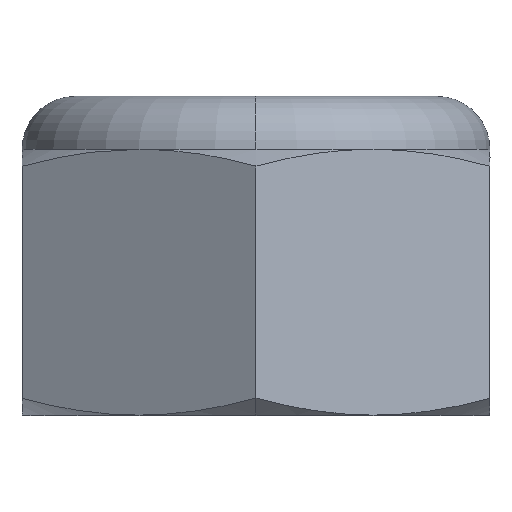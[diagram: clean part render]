
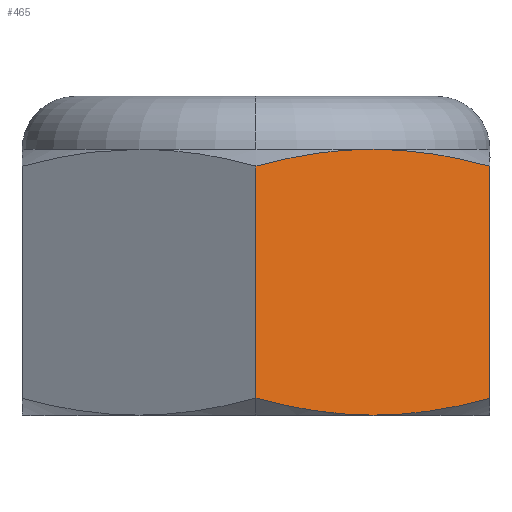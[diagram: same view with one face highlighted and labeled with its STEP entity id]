
A CAD part, top view. The second image highlights one B-rep face of the part: STEP entity #465.
In plain terms, the highlighted planar face has unit normal (0.5, 0, 0.866).
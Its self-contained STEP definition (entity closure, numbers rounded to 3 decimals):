
#402=AXIS2_PLACEMENT_3D('Plane Axis2P3D',#399,#400,#401) ;
#125=CARTESIAN_POINT('Vertex',(2.183,4.961,3.781)) ;
#221=CARTESIAN_POINT('Vertex',(4.366,4.646,2.52)) ;
#225=CARTESIAN_POINT('Control Point',(4.366,4.646,2.52)) ;
#226=CARTESIAN_POINT('Control Point',(3.837,4.788,2.826)) ;
#227=CARTESIAN_POINT('Control Point',(3.391,4.876,3.083)) ;
#228=CARTESIAN_POINT('Control Point',(2.974,4.933,3.324)) ;
#229=CARTESIAN_POINT('Control Point',(2.579,4.961,3.552)) ;
#230=CARTESIAN_POINT('Control Point',(2.183,4.961,3.781)) ;
#353=CARTESIAN_POINT('Line Origine',(4.366,2.48,2.52)) ;
#357=CARTESIAN_POINT('Vertex',(4.366,0.315,2.52)) ;
#399=CARTESIAN_POINT('Axis2P3D Location',(0.,5.953,5.041)) ;
#405=CARTESIAN_POINT('Control Point',(2.183,4.961,3.781)) ;
#406=CARTESIAN_POINT('Control Point',(2.176,4.961,3.785)) ;
#407=CARTESIAN_POINT('Control Point',(2.17,4.961,3.788)) ;
#408=CARTESIAN_POINT('Control Point',(2.182,4.961,3.781)) ;
#409=CARTESIAN_POINT('Control Point',(1.948,4.961,3.916)) ;
#410=CARTESIAN_POINT('Control Point',(1.715,4.951,4.051)) ;
#411=CARTESIAN_POINT('Control Point',(1.478,4.932,4.188)) ;
#412=CARTESIAN_POINT('Control Point',(1.063,4.881,4.427)) ;
#413=CARTESIAN_POINT('Control Point',(0.612,4.795,4.688)) ;
#414=CARTESIAN_POINT('Control Point',(0.419,4.753,4.799)) ;
#415=CARTESIAN_POINT('Control Point',(0.216,4.704,4.916)) ;
#416=CARTESIAN_POINT('Control Point',(0.,4.646,5.041)) ;
#417=CARTESIAN_POINT('Vertex',(0.,4.646,5.041)) ;
#420=CARTESIAN_POINT('Line Origine',(0.,2.48,5.041)) ;
#424=CARTESIAN_POINT('Vertex',(0.,0.315,5.041)) ;
#428=CARTESIAN_POINT('Control Point',(0.,0.315,5.041)) ;
#429=CARTESIAN_POINT('Control Point',(0.003,0.314,5.039)) ;
#430=CARTESIAN_POINT('Control Point',(0.006,0.313,5.037)) ;
#431=CARTESIAN_POINT('Control Point',(0.001,0.315,5.041)) ;
#432=CARTESIAN_POINT('Control Point',(0.312,0.231,4.861)) ;
#433=CARTESIAN_POINT('Control Point',(0.595,0.166,4.697)) ;
#434=CARTESIAN_POINT('Control Point',(0.86,0.115,4.544)) ;
#435=CARTESIAN_POINT('Control Point',(1.289,0.049,4.297)) ;
#436=CARTESIAN_POINT('Control Point',(1.694,0.014,4.063)) ;
#437=CARTESIAN_POINT('Control Point',(1.858,0.005,3.968)) ;
#438=CARTESIAN_POINT('Control Point',(2.02,0.,3.875)) ;
#439=CARTESIAN_POINT('Control Point',(2.183,0.,3.781)) ;
#440=CARTESIAN_POINT('Vertex',(2.183,0.,3.781)) ;
#444=CARTESIAN_POINT('Control Point',(2.183,0.,3.781)) ;
#445=CARTESIAN_POINT('Control Point',(2.189,0.,3.777)) ;
#446=CARTESIAN_POINT('Control Point',(2.196,0.,3.773)) ;
#447=CARTESIAN_POINT('Control Point',(2.184,0.,3.78)) ;
#448=CARTESIAN_POINT('Control Point',(2.417,0.,3.645)) ;
#449=CARTESIAN_POINT('Control Point',(2.651,0.01,3.51)) ;
#450=CARTESIAN_POINT('Control Point',(2.888,0.029,3.374)) ;
#451=CARTESIAN_POINT('Control Point',(3.303,0.08,3.134)) ;
#452=CARTESIAN_POINT('Control Point',(3.753,0.166,2.874)) ;
#453=CARTESIAN_POINT('Control Point',(3.946,0.207,2.763)) ;
#454=CARTESIAN_POINT('Control Point',(4.149,0.257,2.645)) ;
#455=CARTESIAN_POINT('Control Point',(4.366,0.315,2.52)) ;
#354=DIRECTION('Vector Direction',(0.,-1.,0.)) ;
#400=DIRECTION('Axis2P3D Direction',(-0.5,0.,-0.866)) ;
#401=DIRECTION('Axis2P3D XDirection',(-0.866,0.,0.5)) ;
#421=DIRECTION('Vector Direction',(0.,-1.,0.)) ;
#355=VECTOR('Line Direction',#354,1.) ;
#422=VECTOR('Line Direction',#421,1.) ;
#458=ORIENTED_EDGE('',*,*,#359,.F.) ;
#459=ORIENTED_EDGE('',*,*,#231,.T.) ;
#460=ORIENTED_EDGE('',*,*,#419,.T.) ;
#461=ORIENTED_EDGE('',*,*,#426,.T.) ;
#462=ORIENTED_EDGE('',*,*,#442,.T.) ;
#463=ORIENTED_EDGE('',*,*,#456,.T.) ;
#465=ADVANCED_FACE('Cut-Revolve4',(#464),#403,.F.) ;
#224=B_SPLINE_CURVE_WITH_KNOTS('',5,(#225,#226,#227,#228,#229,#230),.UNSPECIFIED.,.F.,.U.,(6,6),(0.,52.44),.UNSPECIFIED.) ;
#404=B_SPLINE_CURVE_WITH_KNOTS('',5,(#405,#406,#407,#408,#409,#410,#411,#412,#413,#414,#415,#416),.UNSPECIFIED.,.F.,.U.,(6,3,3,6),(0.,0.038,30.934,52.434),.UNSPECIFIED.) ;
#427=B_SPLINE_CURVE_WITH_KNOTS('',5,(#428,#429,#430,#431,#432,#433,#434,#435,#436,#437,#438,#439),.UNSPECIFIED.,.F.,.U.,(6,3,3,6),(0.,0.019,30.936,52.44),.UNSPECIFIED.) ;
#443=B_SPLINE_CURVE_WITH_KNOTS('',5,(#444,#445,#446,#447,#448,#449,#450,#451,#452,#453,#454,#455),.UNSPECIFIED.,.F.,.U.,(6,3,3,6),(0.,0.038,30.934,52.434),.UNSPECIFIED.) ;
#231=EDGE_CURVE('',#222,#126,#224,.T.) ;
#359=EDGE_CURVE('',#222,#358,#356,.T.) ;
#419=EDGE_CURVE('',#126,#418,#404,.T.) ;
#426=EDGE_CURVE('',#418,#425,#423,.T.) ;
#442=EDGE_CURVE('',#425,#441,#427,.T.) ;
#456=EDGE_CURVE('',#441,#358,#443,.T.) ;
#457=EDGE_LOOP('',(#458,#459,#460,#461,#462,#463)) ;
#464=FACE_OUTER_BOUND('',#457,.T.) ;
#356=LINE('Line',#353,#355) ;
#423=LINE('Line',#420,#422) ;
#403=PLANE('',#402) ;
#126=VERTEX_POINT('',#125) ;
#222=VERTEX_POINT('',#221) ;
#358=VERTEX_POINT('',#357) ;
#418=VERTEX_POINT('',#417) ;
#425=VERTEX_POINT('',#424) ;
#441=VERTEX_POINT('',#440) ;
